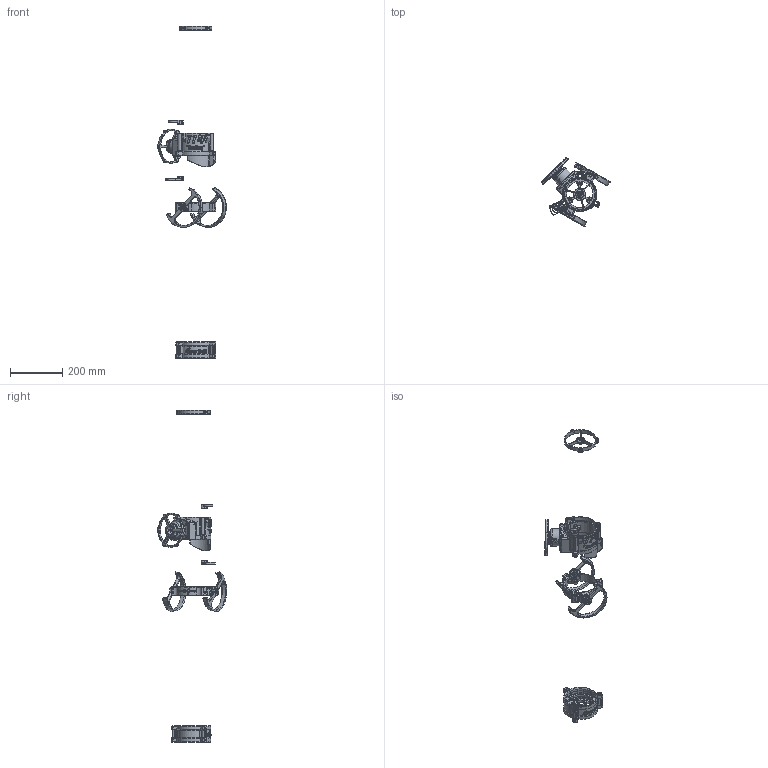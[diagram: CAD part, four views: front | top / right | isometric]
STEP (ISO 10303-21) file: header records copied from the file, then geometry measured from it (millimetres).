
FILE_DESCRIPTION(/* description */ (''),/* implementation_level */ '2;1');
FILE_NAME(/* name */ 'Hadley RendererP v8.step',/* time_stamp */ '2022-08-15T11:18:56-05:00',/* author */ (''),/* organization */ (''),/* preprocessor_version */ 'ST-DEVELOPER v19',/* originating_system */ 'Autodesk Translation Framework v11.7.0.108',/* authorisation */ '');
FILE_SCHEMA (('AUTOMOTIVE_DESIGN { 1 0 10303 214 3 1 1 }'));
Products named in the file (19): Hadley RendererP; UTA FINAL; UTA FINAL (1); Mirror Cell; Mirror Cell (1); Mirror Cell (2); FocuserBody; FocuserBody (1); Component51; Component83; Component55; Component116; Component61; Component65; LTA assy (2); Component74; Component85; Component93; Component112
Assembly tree (18 placements, depth 4):
  Hadley RendererP
    UTA FINAL
      UTA FINAL (1)
    Mirror Cell
      Mirror Cell (1)
        Mirror Cell (2)
    FocuserBody
      FocuserBody (1)
    Component51
      Component83
    Component55
      Component116
    Component61
    Component65
    LTA assy (2)
    Component74
    Component85
    Component93
    Component112
Bounding box: 264.33 x 265.59 x 1273.26 mm (x, y, z)
Volume: 858273.8 mm3; surface area: 422205.8 mm2
Topology: 12 solids, 14 shells, 2796 faces, 7442 edges, 4700 vertices
Faces by surface type: plane 915, cylinder 767, bspline 607, cone 308, torus 187, sphere 12
Full cylindrical faces by diameter (mm): 5 x30, 5.08 x5, 5.1 x3, 5.2 x48, 5.3 x12, 5.4 x1, 5.6 x3, 6.08 x3, 7 x1, 8.128 x6, 9 x1, 12 x3, 13.4 x5, 17.5 x1, 30 x1, 32.5 x1, 40 x1, 42 x1, 44.941 x9, 46.942 x7, 50.664 x10, 52.518 x6, 115 x2, 117 x1, 118 x1, 120 x1, 121 x2, 123 x1
Entity records: 116409 total; most frequent: CARTESIAN_POINT 50256, ORIENTED_EDGE 14850, DIRECTION 11945, EDGE_CURVE 7425, VERTEX_POINT 4700, AXIS2_PLACEMENT_3D 4304, LINE 3337, VECTOR 3337
